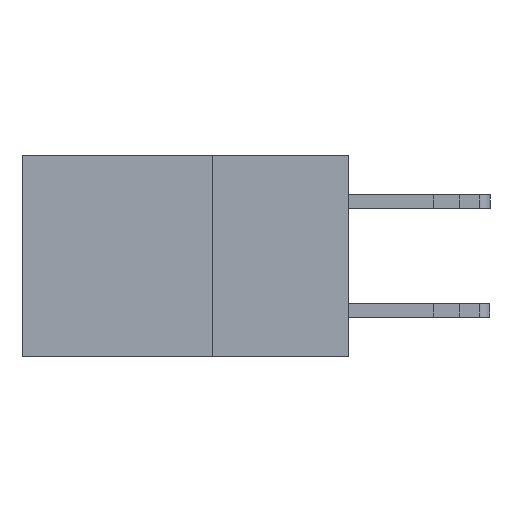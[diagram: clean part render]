
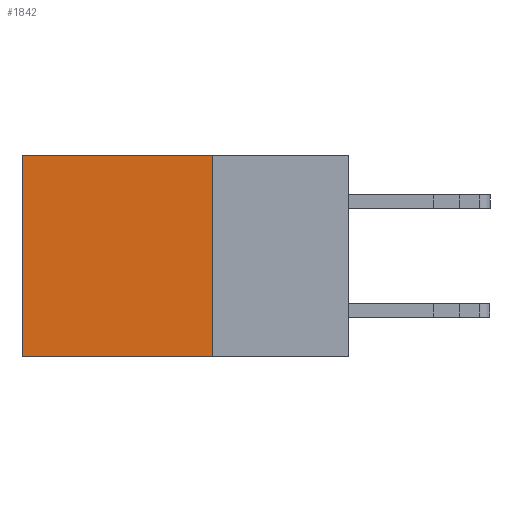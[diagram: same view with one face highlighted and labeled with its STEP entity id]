
A CAD part, left-side view. The second image highlights one B-rep face of the part: STEP entity #1842.
In plain terms, the highlighted planar face has unit normal (-1, 0, 0).
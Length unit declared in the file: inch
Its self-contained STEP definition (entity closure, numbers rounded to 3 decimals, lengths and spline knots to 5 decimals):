
#291 = VERTEX_POINT ( 'NONE', #15196 ) ;
#308 = EDGE_CURVE ( 'NONE', #17245, #291, #9620, .T. ) ;
#371 = EDGE_CURVE ( 'NONE', #3014, #17387, #12024, .T. ) ;
#1129 = PLANE ( 'NONE',  #14474 ) ;
#1155 = ORIENTED_EDGE ( 'NONE', *, *, #371, .F. ) ;
#1735 = VECTOR ( 'NONE', #5324, 39.37008 ) ;
#1842 = ADVANCED_FACE ( 'NONE', ( #10220 ), #1129, .F. ) ;
#3011 = CARTESIAN_POINT ( 'NONE',  ( 0.298, 0.25, -0.37 ) ) ;
#3014 = VERTEX_POINT ( 'NONE', #5314 ) ;
#3028 = CARTESIAN_POINT ( 'NONE',  ( 0.298, 0.6, 0. ) ) ;
#3180 = ORIENTED_EDGE ( 'NONE', *, *, #11398, .F. ) ;
#3210 = ORIENTED_EDGE ( 'NONE', *, *, #308, .T. ) ;
#4860 = CARTESIAN_POINT ( 'NONE',  ( 0.298, 0.25, -0.37 ) ) ;
#5314 = CARTESIAN_POINT ( 'NONE',  ( 0.298, 0.25, 0. ) ) ;
#5324 = DIRECTION ( 'NONE',  ( 0., 1., 0. ) ) ;
#5497 = ORIENTED_EDGE ( 'NONE', *, *, #6856, .T. ) ;
#6264 = DIRECTION ( 'NONE',  ( 0., 1., 0. ) ) ;
#6856 = EDGE_CURVE ( 'NONE', #3014, #17245, #9281, .T. ) ;
#8253 = VECTOR ( 'NONE', #16518, 39.37008 ) ;
#9281 = LINE ( 'NONE', #16493, #1735 ) ;
#9620 = LINE ( 'NONE', #3028, #16576 ) ;
#9802 = CARTESIAN_POINT ( 'NONE',  ( 0.298, 0.6, 0. ) ) ;
#10220 = FACE_OUTER_BOUND ( 'NONE', #17547, .T. ) ;
#11398 = EDGE_CURVE ( 'NONE', #17387, #291, #13786, .T. ) ;
#12024 = LINE ( 'NONE', #16543, #8253 ) ;
#13786 = LINE ( 'NONE', #4860, #17031 ) ;
#14474 = AXIS2_PLACEMENT_3D ( 'NONE', #15947, #17069, #17030 ) ;
#15196 = CARTESIAN_POINT ( 'NONE',  ( 0.298, 0.6, -0.37 ) ) ;
#15947 = CARTESIAN_POINT ( 'NONE',  ( 0.298, 0.25, 0. ) ) ;
#16493 = CARTESIAN_POINT ( 'NONE',  ( 0.298, 0.25, 0. ) ) ;
#16518 = DIRECTION ( 'NONE',  ( 0., 0., -1. ) ) ;
#16543 = CARTESIAN_POINT ( 'NONE',  ( 0.298, 0.25, 0. ) ) ;
#16576 = VECTOR ( 'NONE', #17693, 39.37008 ) ;
#17030 = DIRECTION ( 'NONE',  ( 0., 0., -1. ) ) ;
#17031 = VECTOR ( 'NONE', #6264, 39.37008 ) ;
#17069 = DIRECTION ( 'NONE',  ( 1., 0., 0. ) ) ;
#17245 = VERTEX_POINT ( 'NONE', #9802 ) ;
#17387 = VERTEX_POINT ( 'NONE', #3011 ) ;
#17547 = EDGE_LOOP ( 'NONE', ( #3210, #3180, #1155, #5497 ) ) ;
#17693 = DIRECTION ( 'NONE',  ( 0., 0., -1. ) ) ;
